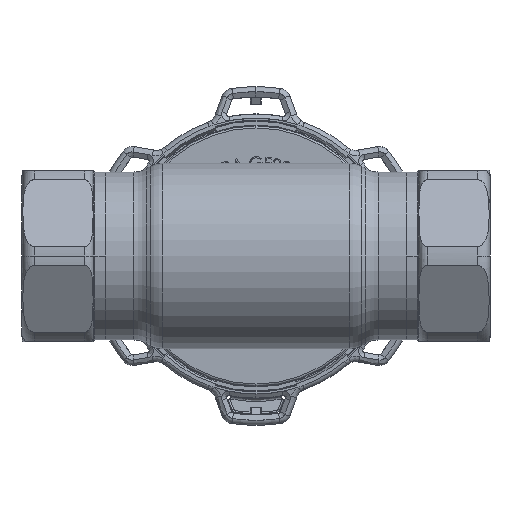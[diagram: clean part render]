
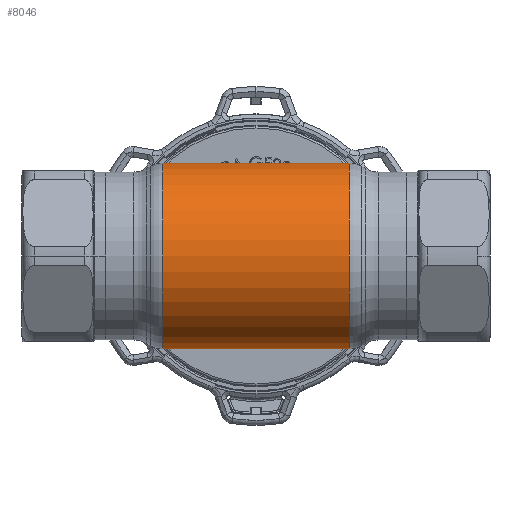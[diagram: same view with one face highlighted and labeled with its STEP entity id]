
A CAD part, front view. The second image highlights one B-rep face of the part: STEP entity #8046.
In plain terms, the highlighted cylindrical face has radius 22.25 mm (diameter 44.5 mm), a partial arc.
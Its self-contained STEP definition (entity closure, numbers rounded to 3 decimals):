
#150 = VERTEX_POINT ( 'NONE', #17778 ) ;
#1299 = CARTESIAN_POINT ( 'NONE',  ( -62.69, 0., 22.25 ) ) ;
#1679 = CARTESIAN_POINT ( 'NONE',  ( 22.285, 0., 22.25 ) ) ;
#3737 = LINE ( 'NONE', #1299, #34019 ) ;
#4064 = FACE_OUTER_BOUND ( 'NONE', #6181, .T. ) ;
#4140 = DIRECTION ( 'NONE',  ( -1., 0., 0. ) ) ;
#4580 = EDGE_CURVE ( 'NONE', #150, #26694, #6733, .T. ) ;
#5376 = CARTESIAN_POINT ( 'NONE',  ( -22.285, 0., -22.25 ) ) ;
#6161 = VERTEX_POINT ( 'NONE', #34811 ) ;
#6181 = EDGE_LOOP ( 'NONE', ( #27115, #6322, #38842, #13959 ) ) ;
#6189 = EDGE_CURVE ( 'NONE', #150, #25663, #26350, .T. ) ;
#6322 = ORIENTED_EDGE ( 'NONE', *, *, #4580, .T. ) ;
#6733 = CIRCLE ( 'NONE', #29278, 22.25 ) ;
#8046 = ADVANCED_FACE ( 'NONE', ( #4064 ), #34489, .T. ) ;
#10214 = DIRECTION ( 'NONE',  ( -1., 0., 0. ) ) ;
#13959 = ORIENTED_EDGE ( 'NONE', *, *, #31867, .F. ) ;
#14013 = AXIS2_PLACEMENT_3D ( 'NONE', #28244, #16134, #29036 ) ;
#16134 = DIRECTION ( 'NONE',  ( -1., 0., 0. ) ) ;
#17778 = CARTESIAN_POINT ( 'NONE',  ( 22.285, 0., -22.25 ) ) ;
#22591 = DIRECTION ( 'NONE',  ( -1., 0., 0. ) ) ;
#22701 = CARTESIAN_POINT ( 'NONE',  ( -62.69, 0., -22.25 ) ) ;
#25663 = VERTEX_POINT ( 'NONE', #5376 ) ;
#26350 = LINE ( 'NONE', #22701, #27470 ) ;
#26694 = VERTEX_POINT ( 'NONE', #1679 ) ;
#27115 = ORIENTED_EDGE ( 'NONE', *, *, #6189, .F. ) ;
#27470 = VECTOR ( 'NONE', #10214, 1000. ) ;
#28004 = EDGE_CURVE ( 'NONE', #26694, #6161, #3737, .T. ) ;
#28244 = CARTESIAN_POINT ( 'NONE',  ( -22.285, 0., 0. ) ) ;
#28259 = DIRECTION ( 'NONE',  ( 0., 0., 1. ) ) ;
#29036 = DIRECTION ( 'NONE',  ( 0., 0., 1. ) ) ;
#29123 = DIRECTION ( 'NONE',  ( 0., 0., 1. ) ) ;
#29278 = AXIS2_PLACEMENT_3D ( 'NONE', #31761, #4140, #29123 ) ;
#31761 = CARTESIAN_POINT ( 'NONE',  ( 22.285, 0., 0. ) ) ;
#31867 = EDGE_CURVE ( 'NONE', #25663, #6161, #39786, .T. ) ;
#33330 = AXIS2_PLACEMENT_3D ( 'NONE', #37932, #22591, #28259 ) ;
#34019 = VECTOR ( 'NONE', #35156, 1000. ) ;
#34489 = CYLINDRICAL_SURFACE ( 'NONE', #33330, 22.25 ) ;
#34811 = CARTESIAN_POINT ( 'NONE',  ( -22.285, 0., 22.25 ) ) ;
#35156 = DIRECTION ( 'NONE',  ( -1., 0., 0. ) ) ;
#37932 = CARTESIAN_POINT ( 'NONE',  ( -62.69, 0., 0. ) ) ;
#38842 = ORIENTED_EDGE ( 'NONE', *, *, #28004, .T. ) ;
#39786 = CIRCLE ( 'NONE', #14013, 22.25 ) ;
